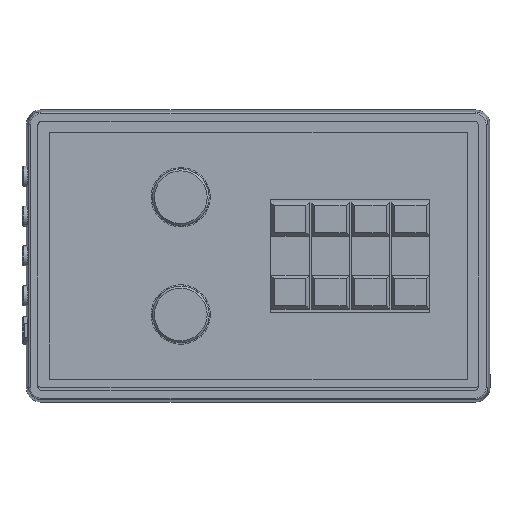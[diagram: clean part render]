
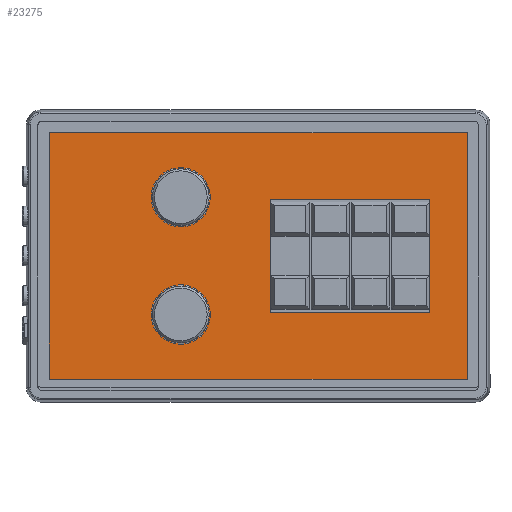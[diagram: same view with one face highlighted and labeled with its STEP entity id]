
A CAD part, top view. The second image highlights one B-rep face of the part: STEP entity #23275.
In plain terms, the highlighted planar face has unit normal (0, 0, 1).
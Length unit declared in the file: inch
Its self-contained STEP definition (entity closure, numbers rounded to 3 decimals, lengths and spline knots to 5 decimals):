
#22636=CARTESIAN_POINT('',(5.09605,-1.7125,0.33501));
#22637=VERTEX_POINT('',#22636);
#22644=CARTESIAN_POINT('',(5.09605,-0.2875,0.33501));
#22645=VERTEX_POINT('',#22644);
#22646=CARTESIAN_POINT('',(5.09605,-0.2875,0.33501));
#22647=DIRECTION('',(0.0,-1.0,0.0));
#22648=VECTOR('',#22647,1.425);
#22649=LINE('',#22646,#22648);
#22650=EDGE_CURVE('',#22645,#22637,#22649,.T.);
#22674=CARTESIAN_POINT('',(3.09605,-1.7125,0.33501));
#22675=VERTEX_POINT('',#22674);
#22682=CARTESIAN_POINT('',(5.09605,-1.7125,0.33501));
#22683=DIRECTION('',(-1.0,0.0,0.0));
#22684=VECTOR('',#22683,2.);
#22685=LINE('',#22682,#22684);
#22686=EDGE_CURVE('',#22637,#22675,#22685,.T.);
#22707=CARTESIAN_POINT('',(0.33105,-2.5425,0.33501));
#22708=VERTEX_POINT('',#22707);
#22715=CARTESIAN_POINT('',(0.33105,0.5425,0.33501));
#22716=VERTEX_POINT('',#22715);
#22717=CARTESIAN_POINT('',(0.33105,-2.5425,0.33501));
#22718=DIRECTION('',(0.0,1.0,0.0));
#22719=VECTOR('',#22718,3.085);
#22720=LINE('',#22717,#22719);
#22721=EDGE_CURVE('',#22708,#22716,#22720,.T.);
#22745=CARTESIAN_POINT('',(5.56605,-2.5425,0.33501));
#22746=VERTEX_POINT('',#22745);
#22753=CARTESIAN_POINT('',(5.56605,-2.5425,0.33501));
#22754=DIRECTION('',(-1.0,0.0,0.0));
#22755=VECTOR('',#22754,5.235);
#22756=LINE('',#22753,#22755);
#22757=EDGE_CURVE('',#22746,#22708,#22756,.T.);
#23166=CARTESIAN_POINT('',(3.09605,-0.2875,0.33501));
#23167=VERTEX_POINT('',#23166);
#23168=CARTESIAN_POINT('',(3.09605,-0.2875,0.33501));
#23169=DIRECTION('',(1.0,0.0,0.0));
#23170=VECTOR('',#23169,2.);
#23171=LINE('',#23168,#23170);
#23172=EDGE_CURVE('',#23167,#22645,#23171,.T.);
#23195=CARTESIAN_POINT('',(3.09605,-1.7125,0.33501));
#23196=DIRECTION('',(0.0,1.0,0.0));
#23197=VECTOR('',#23196,1.425);
#23198=LINE('',#23195,#23197);
#23199=EDGE_CURVE('',#22675,#23167,#23198,.T.);
#23218=CARTESIAN_POINT('',(5.56605,0.5425,0.33501));
#23219=VERTEX_POINT('',#23218);
#23226=CARTESIAN_POINT('',(5.56605,-2.5425,0.33501));
#23227=DIRECTION('',(0.0,1.0,0.0));
#23228=VECTOR('',#23227,3.085);
#23229=LINE('',#23226,#23228);
#23230=EDGE_CURVE('',#22746,#23219,#23229,.T.);
#23248=CARTESIAN_POINT('',(5.56605,0.5425,0.33501));
#23249=DIRECTION('',(-1.0,0.0,0.0));
#23250=VECTOR('',#23249,5.235);
#23251=LINE('',#23248,#23250);
#23252=EDGE_CURVE('',#23219,#22716,#23251,.T.);
#23258=CARTESIAN_POINT('',(2.94855,-1.,0.33501));
#23259=DIRECTION('',(0.0,0.0,1.0));
#23260=DIRECTION('',(0.0,1.0,0.0));
#23261=AXIS2_PLACEMENT_3D('',#23258,#23259,#23260);
#23262=PLANE('',#23261);
#23263=ORIENTED_EDGE('',*,*,#22721,.F.);
#23264=ORIENTED_EDGE('',*,*,#22757,.F.);
#23265=ORIENTED_EDGE('',*,*,#23230,.T.);
#23266=ORIENTED_EDGE('',*,*,#23252,.T.);
#23267=EDGE_LOOP('',(#23263,#23264,#23265,#23266));
#23268=FACE_OUTER_BOUND('',#23267,.T.);
#23269=ORIENTED_EDGE('',*,*,#22686,.T.);
#23270=ORIENTED_EDGE('',*,*,#23199,.T.);
#23271=ORIENTED_EDGE('',*,*,#23172,.T.);
#23272=ORIENTED_EDGE('',*,*,#22650,.T.);
#23273=EDGE_LOOP('',(#23269,#23270,#23271,#23272));
#23274=FACE_BOUND('',#23273,.T.);
#23275=ADVANCED_FACE('',(#23268,#23274),#23262,.T.);
